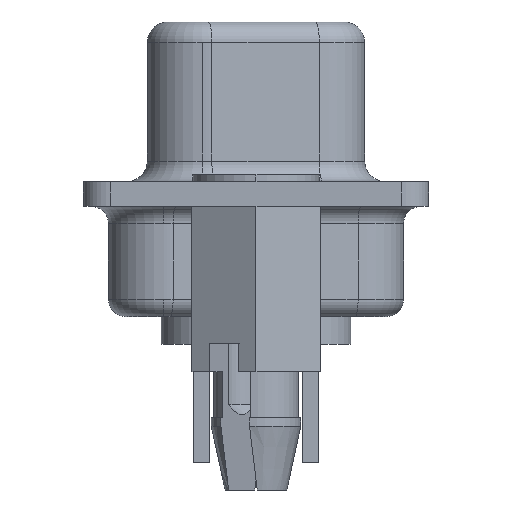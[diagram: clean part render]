
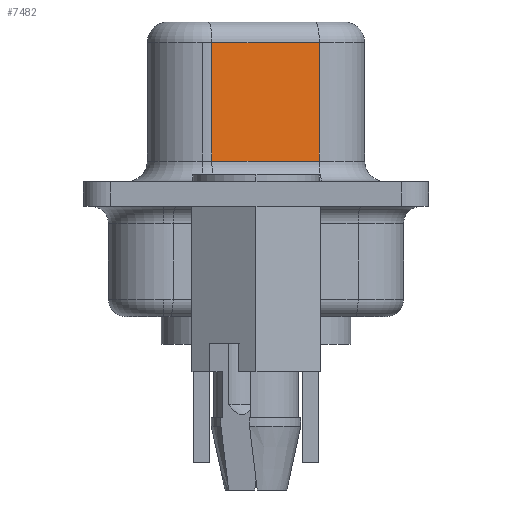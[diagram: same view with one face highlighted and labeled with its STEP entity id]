
A CAD part, left-side view. The second image highlights one B-rep face of the part: STEP entity #7482.
In plain terms, the highlighted planar face has unit normal (-0.985, -0.174, 0).
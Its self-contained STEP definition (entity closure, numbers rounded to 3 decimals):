
#837 = CARTESIAN_POINT ( 'NONE',  ( -8.165, 1.603, 6.25 ) ) ;
#839 = PLANE ( 'NONE',  #9985 ) ;
#843 = DIRECTION ( 'NONE',  ( 0.985, 0.174, 0. ) ) ;
#939 = DIRECTION ( 'NONE',  ( -0.174, 0.985, 0. ) ) ;
#1889 = EDGE_CURVE ( 'NONE', #7054, #3251, #4852, .T. ) ;
#1900 = EDGE_CURVE ( 'NONE', #3251, #2829, #4779, .T. ) ;
#2212 = EDGE_CURVE ( 'NONE', #7054, #6993, #5594, .T. ) ;
#2282 = EDGE_CURVE ( 'NONE', #2829, #6993, #5602, .T. ) ;
#2622 = FACE_OUTER_BOUND ( 'NONE', #2933, .T. ) ;
#2736 = ORIENTED_EDGE ( 'NONE', *, *, #1889, .T. ) ;
#2829 = VERTEX_POINT ( 'NONE', #4233 ) ;
#2933 = EDGE_LOOP ( 'NONE', ( #3353, #3355, #3109, #2736 ) ) ;
#3109 = ORIENTED_EDGE ( 'NONE', *, *, #2212, .F. ) ;
#3251 = VERTEX_POINT ( 'NONE', #4084 ) ;
#3353 = ORIENTED_EDGE ( 'NONE', *, *, #1900, .T. ) ;
#3355 = ORIENTED_EDGE ( 'NONE', *, *, #2282, .T. ) ;
#3917 = DIRECTION ( 'NONE',  ( 0., 0., -1. ) ) ;
#3921 = CARTESIAN_POINT ( 'NONE',  ( -7.477, -2.297, 6.25 ) ) ;
#4084 = CARTESIAN_POINT ( 'NONE',  ( -8.165, 1.603, 5.5 ) ) ;
#4233 = CARTESIAN_POINT ( 'NONE',  ( -8.165, 1.603, 1.2 ) ) ;
#4536 = DIRECTION ( 'NONE',  ( 0.174, -0.985, 0. ) ) ;
#4542 = CARTESIAN_POINT ( 'NONE',  ( -7.477, -2.297, 1.2 ) ) ;
#4779 = LINE ( 'NONE', #8120, #4957 ) ;
#4852 = LINE ( 'NONE', #8158, #4932 ) ;
#4932 = VECTOR ( 'NONE', #8155, 1000. ) ;
#4957 = VECTOR ( 'NONE', #8119, 1000. ) ;
#5594 = LINE ( 'NONE', #3921, #5849 ) ;
#5602 = LINE ( 'NONE', #4542, #6002 ) ;
#5849 = VECTOR ( 'NONE', #3917, 1000. ) ;
#6002 = VECTOR ( 'NONE', #4536, 1000. ) ;
#6993 = VERTEX_POINT ( 'NONE', #9163 ) ;
#7054 = VERTEX_POINT ( 'NONE', #9168 ) ;
#7482 = ADVANCED_FACE ( 'NONE', ( #2622 ), #839, .F. ) ;
#8119 = DIRECTION ( 'NONE',  ( 0., 0., -1. ) ) ;
#8120 = CARTESIAN_POINT ( 'NONE',  ( -8.165, 1.603, 6.25 ) ) ;
#8155 = DIRECTION ( 'NONE',  ( -0.174, 0.985, 0. ) ) ;
#8158 = CARTESIAN_POINT ( 'NONE',  ( -8.165, 1.603, 5.5 ) ) ;
#9163 = CARTESIAN_POINT ( 'NONE',  ( -7.477, -2.297, 1.2 ) ) ;
#9168 = CARTESIAN_POINT ( 'NONE',  ( -7.477, -2.297, 5.5 ) ) ;
#9985 = AXIS2_PLACEMENT_3D ( 'NONE', #837, #843, #939 ) ;
